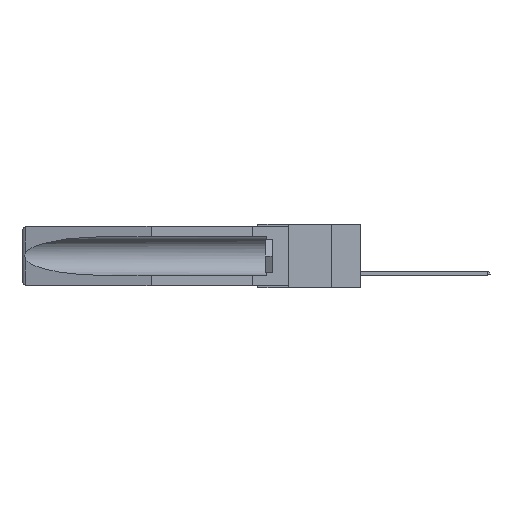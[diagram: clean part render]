
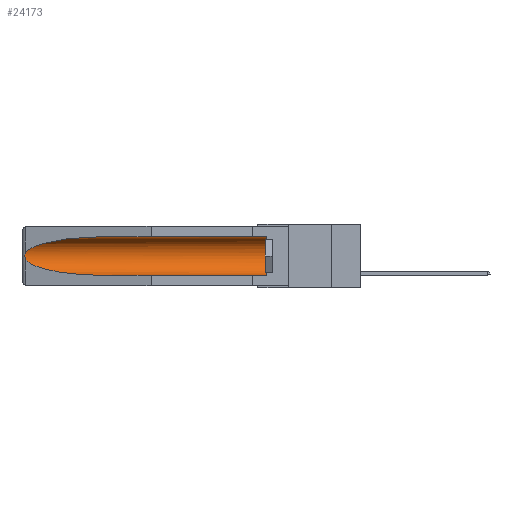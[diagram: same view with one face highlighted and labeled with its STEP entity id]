
A CAD part, left-side view. The second image highlights one B-rep face of the part: STEP entity #24173.
In plain terms, the highlighted cylindrical face has radius 2.857 mm (diameter 5.715 mm), a partial arc.
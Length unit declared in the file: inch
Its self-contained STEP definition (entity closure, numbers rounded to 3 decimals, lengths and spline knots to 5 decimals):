
#8 = VERTEX_POINT ( 'NONE', #8250 ) ;
#707 = CARTESIAN_POINT ( 'NONE',  ( 0.155, -0.30754, -0.059 ) ) ;
#947 = CARTESIAN_POINT ( 'NONE',  ( 0.26597, 1.5296, -0.19026 ) ) ;
#2911 = CARTESIAN_POINT ( 'NONE',  ( 0.155, 1.07973, -0.059 ) ) ;
#3711 = CARTESIAN_POINT ( 'NONE',  ( 0.155, 0.126, -0.059 ) ) ;
#4259 = EDGE_CURVE ( 'NONE', #5518, #25052, #10533, .T. ) ;
#4312 = CARTESIAN_POINT ( 'NONE',  ( 0.26537, 1.52718, -0.19328 ) ) ;
#4515 = CARTESIAN_POINT ( 'NONE',  ( 0.25451, 1.48313, -0.24835 ) ) ;
#5110 = ORIENTED_EDGE ( 'NONE', *, *, #10467, .T. ) ;
#5288 = DIRECTION ( 'NONE',  ( 0., 1., 0. ) ) ;
#5518 = VERTEX_POINT ( 'NONE', #17462 ) ;
#5692 = ORIENTED_EDGE ( 'NONE', *, *, #18111, .T. ) ;
#5791 = DIRECTION ( 'NONE',  ( 0., 1., 0. ) ) ;
#6483 = CARTESIAN_POINT ( 'NONE',  ( 0.21114, 1.30732, -0.284 ) ) ;
#6923 = VECTOR ( 'NONE', #17334, 39.37008 ) ;
#7015 = ORIENTED_EDGE ( 'NONE', *, *, #10796, .T. ) ;
#7262 = CARTESIAN_POINT ( 'NONE',  ( 0.25451, 1.48313, -0.09465 ) ) ;
#7784 = ORIENTED_EDGE ( 'NONE', *, *, #17812, .T. ) ;
#8250 = CARTESIAN_POINT ( 'NONE',  ( 0.26537, 1.52718, -0.14972 ) ) ;
#8555 = VERTEX_POINT ( 'NONE', #17600 ) ;
#9204 = CARTESIAN_POINT ( 'NONE',  ( 0.26597, 1.52961, -0.15275 ) ) ;
#10009 = AXIS2_PLACEMENT_3D ( 'NONE', #25374, #12397, #12481 ) ;
#10196 = VECTOR ( 'NONE', #5288, 39.37008 ) ;
#10467 = EDGE_CURVE ( 'NONE', #5518, #13505, #14540, .T. ) ;
#10533 = LINE ( 'NONE', #25829, #6923 ) ;
#10796 = EDGE_CURVE ( 'NONE', #8555, #8, #22056, .T. ) ;
#11345 = CARTESIAN_POINT ( 'NONE',  ( 0.2673, 1.53269, -0.17917 ) ) ;
#11528 = CARTESIAN_POINT ( 'NONE',  ( 0.26537, 1.52718, -0.14972 ) ) ;
#12232 = VERTEX_POINT ( 'NONE', #24946 ) ;
#12268 = FACE_OUTER_BOUND ( 'NONE', #21195, .T. ) ;
#12397 = DIRECTION ( 'NONE',  ( 0., -1., 0. ) ) ;
#12481 = DIRECTION ( 'NONE',  ( 0., 0., 1. ) ) ;
#12662 = AXIS2_PLACEMENT_3D ( 'NONE', #27067, #5791, #20724 ) ;
#12988 = ORIENTED_EDGE ( 'NONE', *, *, #4259, .F. ) ;
#13505 = VERTEX_POINT ( 'NONE', #3711 ) ;
#13644 = CARTESIAN_POINT ( 'NONE',  ( 0.2673, 1.5327, -0.16383 ) ) ;
#14540 = CIRCLE ( 'NONE', #10009, 0.1125 ) ;
#15222 = CYLINDRICAL_SURFACE ( 'NONE', #12662, 0.1125 ) ;
#15775 = CARTESIAN_POINT ( 'NONE',  ( 0.26655, 1.53094, -0.18657 ) ) ;
#17334 = DIRECTION ( 'NONE',  ( 0., 1., 0. ) ) ;
#17462 = CARTESIAN_POINT ( 'NONE',  ( 0.155, 0.126, -0.284 ) ) ;
#17535 = LINE ( 'NONE', #707, #10196 ) ;
#17600 = CARTESIAN_POINT ( 'NONE',  ( 0.155, 1.07973, -0.059 ) ) ;
#17677 = CARTESIAN_POINT ( 'NONE',  ( 0.2675, 1.53308, -0.16763 ) ) ;
#17812 = EDGE_CURVE ( 'NONE', #13505, #8555, #17535, .T. ) ;
#17853 = CARTESIAN_POINT ( 'NONE',  ( 0.26654, 1.53092, -0.15636 ) ) ;
#18111 = EDGE_CURVE ( 'NONE', #8, #12232, #25459, .T. ) ;
#19826 = CARTESIAN_POINT ( 'NONE',  ( 0.2675, 1.53308, -0.17534 ) ) ;
#19926 = CARTESIAN_POINT ( 'NONE',  ( 0.21114, 1.30732, -0.059 ) ) ;
#20724 = DIRECTION ( 'NONE',  ( 0., 0., 1. ) ) ;
#21195 = EDGE_LOOP ( 'NONE', ( #7015, #5692, #24984, #12988, #5110, #7784 ) ) ;
#21397 = CARTESIAN_POINT ( 'NONE',  ( 0.155, 1.07973, -0.284 ) ) ;
#22056 =( BOUNDED_CURVE ( )  B_SPLINE_CURVE ( 3, ( #2911, #19926, #7262, #22247 ),
 .UNSPECIFIED., .F., .T. ) 
 B_SPLINE_CURVE_WITH_KNOTS ( ( 4, 4 ),
 ( 4.71239, 6.08839 ),
 .UNSPECIFIED. ) 
 CURVE ( )  GEOMETRIC_REPRESENTATION_ITEM ( )  RATIONAL_B_SPLINE_CURVE ( ( 1., 0.848, 0.848, 1. ) ) 
 REPRESENTATION_ITEM ( '' )  );
#22247 = CARTESIAN_POINT ( 'NONE',  ( 0.26537, 1.52718, -0.14972 ) ) ;
#24173 = ADVANCED_FACE ( 'NONE', ( #12268 ), #15222, .F. ) ;
#24946 = CARTESIAN_POINT ( 'NONE',  ( 0.26537, 1.52718, -0.19328 ) ) ;
#24984 = ORIENTED_EDGE ( 'NONE', *, *, #27183, .T. ) ;
#25052 = VERTEX_POINT ( 'NONE', #27611 ) ;
#25374 = CARTESIAN_POINT ( 'NONE',  ( 0.155, 0.126, -0.1715 ) ) ;
#25459 = B_SPLINE_CURVE_WITH_KNOTS ( 'NONE', 3,
 ( #11528, #9204, #17853, #13644, #17677, #19826, #11345, #15775, #947, #26258 ),
 .UNSPECIFIED., .F., .F.,
 ( 4, 2, 2, 2, 4 ),
 ( 0., 0.00029, 0.00058, 0.00087, 0.00117 ),
 .UNSPECIFIED. ) ;
#25829 = CARTESIAN_POINT ( 'NONE',  ( 0.155, -0.30754, -0.284 ) ) ;
#26164 =( BOUNDED_CURVE ( )  B_SPLINE_CURVE ( 3, ( #4312, #4515, #6483, #21397 ),
 .UNSPECIFIED., .F., .F. ) 
 B_SPLINE_CURVE_WITH_KNOTS ( ( 4, 4 ),
 ( 0.1948, 1.5708 ),
 .UNSPECIFIED. ) 
 CURVE ( )  GEOMETRIC_REPRESENTATION_ITEM ( )  RATIONAL_B_SPLINE_CURVE ( ( 1., 0.848, 0.848, 1. ) ) 
 REPRESENTATION_ITEM ( '' )  );
#26258 = CARTESIAN_POINT ( 'NONE',  ( 0.26537, 1.52718, -0.19328 ) ) ;
#27067 = CARTESIAN_POINT ( 'NONE',  ( 0.155, -0.30754, -0.1715 ) ) ;
#27183 = EDGE_CURVE ( 'NONE', #12232, #25052, #26164, .T. ) ;
#27611 = CARTESIAN_POINT ( 'NONE',  ( 0.155, 1.07973, -0.284 ) ) ;
